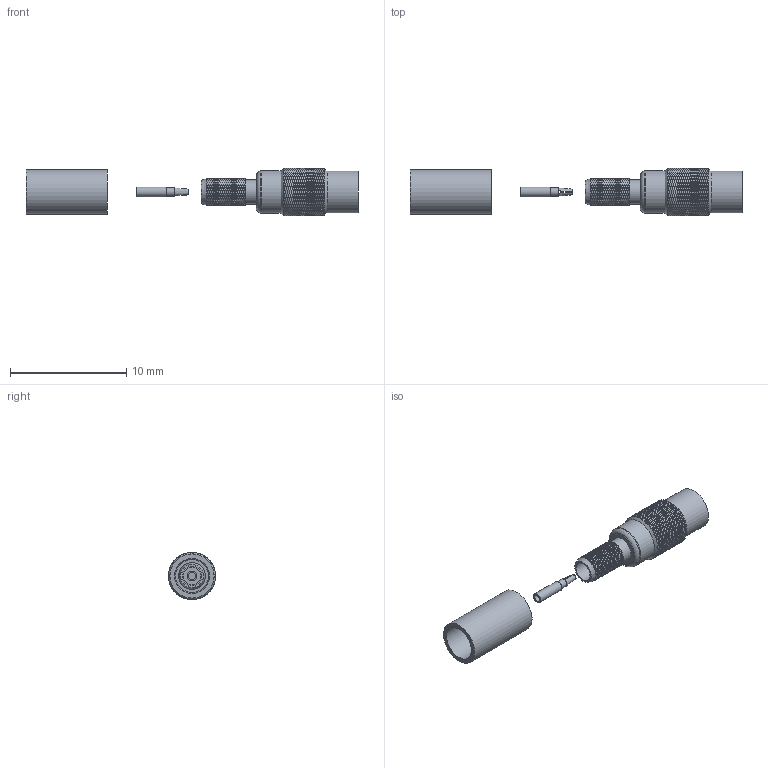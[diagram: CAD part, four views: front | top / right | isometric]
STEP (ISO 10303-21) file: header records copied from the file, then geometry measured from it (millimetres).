
FILE_DESCRIPTION(/* description */ ('Unknown'),/* implementation_level */ '2;1');
FILE_NAME(/* name */ '66026021110320',/* time_stamp */ '2019-03-21T11:23:32+01:00',/* author */ ('Unknown'),/* organization */ ('Unknown'),/* preprocessor_version */ 'ST-DEVELOPER v16.7',/* originating_system */ 'DEX',/* authorisation */ $);
FILE_SCHEMA (('AUTOMOTIVE_DESIGN {1 0 10303 214 3 1 1}'));
Products named in the file (1): 66026021110320
Bounding box: 28.6 x 4.06 x 4.06 mm (x, y, z)
Volume: 110.2 mm3; surface area: 574.2 mm2
Topology: 3 solids, 3 shells, 7581 faces, 15365 edges, 7759 vertices
Faces by surface type: bspline 5890, cylinder 1543, plane 133, cone 14, torus 1
Full cylindrical faces by diameter (mm): 0.6 x1, 0.7 x2, 0.85 x1, 1.5 x1, 1.56 x1, 1.7 x1, 2.1 x1, 2.7 x1, 2.9 x1, 3 x1, 3.06 x1, 3.6 x1, 3.66 x1, 3.8 x1
Entity records: 505274 total; most frequent: CARTESIAN_POINT 361456, ORIENTED_EDGE 30646, EDGE_CURVE 15323, VERTEX_POINT 7745, EDGE_LOOP 7622, FACE_BOUND 7622, ADVANCED_FACE 7581, STYLED_ITEM 7562
